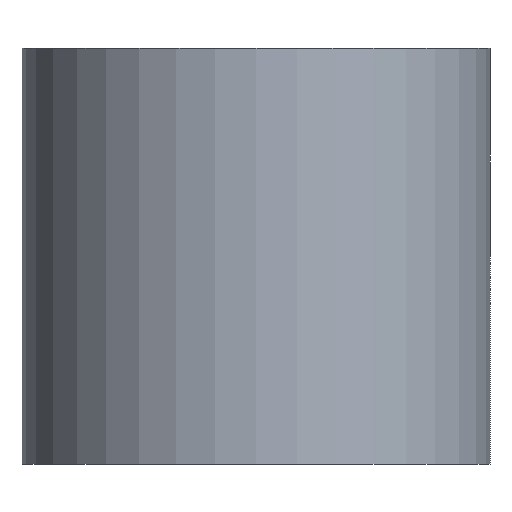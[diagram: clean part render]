
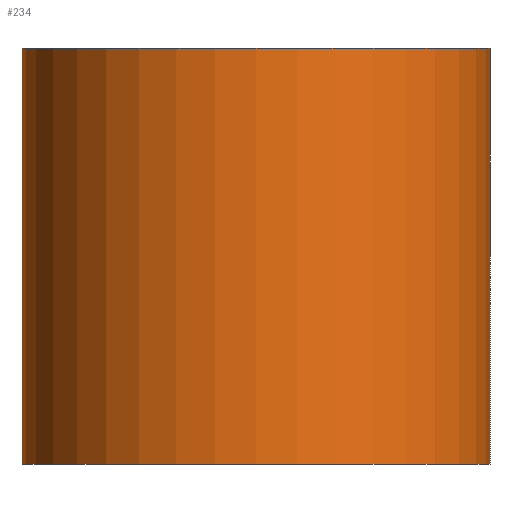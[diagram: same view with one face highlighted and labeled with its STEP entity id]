
A CAD part, front view. The second image highlights one B-rep face of the part: STEP entity #234.
In plain terms, the highlighted cylindrical face has radius 4.5 mm (diameter 9 mm), a partial arc.
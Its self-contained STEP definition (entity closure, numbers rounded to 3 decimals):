
#9 = AXIS2_PLACEMENT_3D ( 'NONE', #13, #218, #163 ) ;
#13 = CARTESIAN_POINT ( 'NONE',  ( 0., 0., 0. ) ) ;
#21 = VECTOR ( 'NONE', #145, 1000. ) ;
#29 = CARTESIAN_POINT ( 'NONE',  ( 4.5, 0., 0. ) ) ;
#37 = CIRCLE ( 'NONE', #9, 4.5 ) ;
#41 = ORIENTED_EDGE ( 'NONE', *, *, #100, .F. ) ;
#49 = LINE ( 'NONE', #108, #205 ) ;
#51 = CARTESIAN_POINT ( 'NONE',  ( 0., 0., 8. ) ) ;
#73 = VERTEX_POINT ( 'NONE', #29 ) ;
#78 = VERTEX_POINT ( 'NONE', #240 ) ;
#81 = DIRECTION ( 'NONE',  ( 0., 0., 1. ) ) ;
#84 = CARTESIAN_POINT ( 'NONE',  ( 0., 0., 8. ) ) ;
#85 = EDGE_CURVE ( 'NONE', #112, #73, #37, .T. ) ;
#86 = DIRECTION ( 'NONE',  ( 0., 0., -1. ) ) ;
#91 = LINE ( 'NONE', #124, #21 ) ;
#95 = CYLINDRICAL_SURFACE ( 'NONE', #123, 4.5 ) ;
#97 = EDGE_CURVE ( 'NONE', #239, #73, #91, .T. ) ;
#100 = EDGE_CURVE ( 'NONE', #78, #239, #213, .T. ) ;
#108 = CARTESIAN_POINT ( 'NONE',  ( -4.5, 0., 8. ) ) ;
#109 = DIRECTION ( 'NONE',  ( -1., 0., 0. ) ) ;
#112 = VERTEX_POINT ( 'NONE', #217 ) ;
#123 = AXIS2_PLACEMENT_3D ( 'NONE', #51, #86, #109 ) ;
#124 = CARTESIAN_POINT ( 'NONE',  ( 4.5, 0., 8. ) ) ;
#137 = EDGE_LOOP ( 'NONE', ( #193, #41, #247, #142 ) ) ;
#142 = ORIENTED_EDGE ( 'NONE', *, *, #85, .T. ) ;
#145 = DIRECTION ( 'NONE',  ( 0., 0., -1. ) ) ;
#163 = DIRECTION ( 'NONE',  ( 1., 0., 0. ) ) ;
#166 = CARTESIAN_POINT ( 'NONE',  ( 4.5, 0., 8. ) ) ;
#180 = DIRECTION ( 'NONE',  ( 1., 0., 0. ) ) ;
#193 = ORIENTED_EDGE ( 'NONE', *, *, #97, .F. ) ;
#205 = VECTOR ( 'NONE', #208, 1000. ) ;
#208 = DIRECTION ( 'NONE',  ( 0., 0., -1. ) ) ;
#212 = AXIS2_PLACEMENT_3D ( 'NONE', #84, #81, #180 ) ;
#213 = CIRCLE ( 'NONE', #212, 4.5 ) ;
#217 = CARTESIAN_POINT ( 'NONE',  ( -4.5, 0., 0. ) ) ;
#218 = DIRECTION ( 'NONE',  ( 0., 0., 1. ) ) ;
#234 = ADVANCED_FACE ( 'NONE', ( #238 ), #95, .T. ) ;
#238 = FACE_OUTER_BOUND ( 'NONE', #137, .T. ) ;
#239 = VERTEX_POINT ( 'NONE', #166 ) ;
#240 = CARTESIAN_POINT ( 'NONE',  ( -4.5, 0., 8. ) ) ;
#244 = EDGE_CURVE ( 'NONE', #78, #112, #49, .T. ) ;
#247 = ORIENTED_EDGE ( 'NONE', *, *, #244, .T. ) ;
